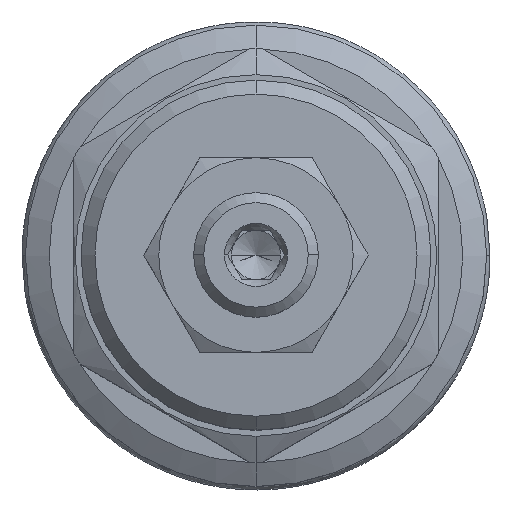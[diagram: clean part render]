
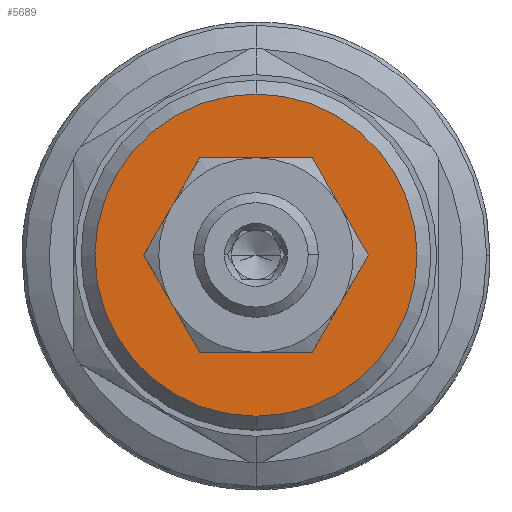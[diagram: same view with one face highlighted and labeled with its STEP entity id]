
A CAD part, top view. The second image highlights one B-rep face of the part: STEP entity #5689.
In plain terms, the highlighted planar face has unit normal (0, 0, 1).
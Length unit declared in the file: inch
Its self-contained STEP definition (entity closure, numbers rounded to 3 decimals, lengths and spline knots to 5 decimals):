
#662=CARTESIAN_POINT('',(0.,0.,5.624));
#663=DIRECTION('',(0.,0.,1.));
#664=DIRECTION('',(0.,-1.,0.));
#665=AXIS2_PLACEMENT_3D('',#662,#663,#664);
#680=CARTESIAN_POINT('',(0.,0.,5.624));
#681=DIRECTION('',(0.,0.,1.));
#682=DIRECTION('',(-0.878,0.479,0.));
#683=AXIS2_PLACEMENT_3D('',#680,#681,#682);
#685=DIRECTION('',(0.5,-0.866,0.));
#686=VECTOR('',#685,0.02052);
#687=CARTESIAN_POINT('',(-0.38088,-0.20805,5.624));
#688=LINE('',#687,#686);
#689=CARTESIAN_POINT('',(0.,0.,5.624));
#690=DIRECTION('',(0.,0.,1.));
#691=DIRECTION('',(-0.854,-0.52,0.));
#692=AXIS2_PLACEMENT_3D('',#689,#690,#691);
#694=DIRECTION('',(1.,0.,0.));
#695=VECTOR('',#694,0.02052);
#696=CARTESIAN_POINT('',(-0.01026,-0.43388,5.624));
#697=LINE('',#696,#695);
#698=CARTESIAN_POINT('',(0.,0.,5.624));
#699=DIRECTION('',(0.,0.,1.));
#700=DIRECTION('',(0.024,-1.,0.));
#701=AXIS2_PLACEMENT_3D('',#698,#699,#700);
#703=DIRECTION('',(0.5,0.866,0.));
#704=VECTOR('',#703,0.02052);
#705=CARTESIAN_POINT('',(0.37062,-0.22582,5.624));
#706=LINE('',#705,#704);
#707=CARTESIAN_POINT('',(0.,0.,5.624));
#708=DIRECTION('',(0.,0.,1.));
#709=DIRECTION('',(0.878,-0.479,0.));
#710=AXIS2_PLACEMENT_3D('',#707,#708,#709);
#712=DIRECTION('',(-0.5,0.866,0.));
#713=VECTOR('',#712,0.02052);
#714=CARTESIAN_POINT('',(0.38088,0.20805,5.624));
#715=LINE('',#714,#713);
#716=CARTESIAN_POINT('',(0.,0.,5.624));
#717=DIRECTION('',(0.,0.,1.));
#718=DIRECTION('',(0.854,0.52,0.));
#719=AXIS2_PLACEMENT_3D('',#716,#717,#718);
#721=DIRECTION('',(-1.,0.,0.));
#722=VECTOR('',#721,0.02052);
#723=CARTESIAN_POINT('',(0.01026,0.43388,5.624));
#724=LINE('',#723,#722);
#725=CARTESIAN_POINT('',(0.,0.,5.624));
#726=DIRECTION('',(0.,0.,1.));
#727=DIRECTION('',(-0.024,1.,0.));
#728=AXIS2_PLACEMENT_3D('',#725,#726,#727);
#730=DIRECTION('',(-0.5,-0.866,0.));
#731=VECTOR('',#730,0.02052);
#732=CARTESIAN_POINT('',(-0.37062,0.22582,5.624));
#733=LINE('',#732,#731);
#734=CARTESIAN_POINT('',(0.,0.,5.624));
#735=DIRECTION('',(0.,0.,1.));
#736=DIRECTION('',(0.,1.,0.));
#737=AXIS2_PLACEMENT_3D('',#734,#735,#736);
#4243=CARTESIAN_POINT('',(0.,0.719,5.624));
#4244=CARTESIAN_POINT('',(0.,-0.719,5.624));
#4245=VERTEX_POINT('',#4243);
#4246=VERTEX_POINT('',#4244);
#4400=CARTESIAN_POINT('',(-0.38088,0.20805,5.624));
#4401=CARTESIAN_POINT('',(-0.38088,-0.20805,5.624));
#4402=VERTEX_POINT('',#4400);
#4403=VERTEX_POINT('',#4401);
#4404=CARTESIAN_POINT('',(-0.37062,-0.22582,5.624));
#4405=CARTESIAN_POINT('',(-0.01026,-0.43388,5.624));
#4406=VERTEX_POINT('',#4404);
#4407=VERTEX_POINT('',#4405);
#4408=CARTESIAN_POINT('',(0.01026,-0.43388,5.624));
#4409=CARTESIAN_POINT('',(0.37062,-0.22582,5.624));
#4410=VERTEX_POINT('',#4408);
#4411=VERTEX_POINT('',#4409);
#4412=CARTESIAN_POINT('',(0.38088,-0.20805,5.624));
#4413=CARTESIAN_POINT('',(0.38088,0.20805,5.624));
#4414=VERTEX_POINT('',#4412);
#4415=VERTEX_POINT('',#4413);
#4416=CARTESIAN_POINT('',(0.37062,0.22582,5.624));
#4417=CARTESIAN_POINT('',(0.01026,0.43388,5.624));
#4418=VERTEX_POINT('',#4416);
#4419=VERTEX_POINT('',#4417);
#4420=CARTESIAN_POINT('',(-0.01026,0.43388,5.624));
#4421=CARTESIAN_POINT('',(-0.37062,0.22582,5.624));
#4422=VERTEX_POINT('',#4420);
#4423=VERTEX_POINT('',#4421);
#5653=CARTESIAN_POINT('',(0.,0.,5.624));
#5654=DIRECTION('',(0.,0.,1.));
#5655=DIRECTION('',(0.,1.,0.));
#5656=AXIS2_PLACEMENT_3D('',#5653,#5654,#5655);
#5657=PLANE('',#5656);
#5658=ORIENTED_EDGE('',*,*,#5636,.F.);
#5660=ORIENTED_EDGE('',*,*,#5659,.F.);
#5661=EDGE_LOOP('',(#5658,#5660));
#5662=FACE_OUTER_BOUND('',#5661,.F.);
#5664=ORIENTED_EDGE('',*,*,#5663,.T.);
#5666=ORIENTED_EDGE('',*,*,#5665,.T.);
#5668=ORIENTED_EDGE('',*,*,#5667,.T.);
#5670=ORIENTED_EDGE('',*,*,#5669,.T.);
#5672=ORIENTED_EDGE('',*,*,#5671,.T.);
#5674=ORIENTED_EDGE('',*,*,#5673,.T.);
#5676=ORIENTED_EDGE('',*,*,#5675,.T.);
#5678=ORIENTED_EDGE('',*,*,#5677,.T.);
#5680=ORIENTED_EDGE('',*,*,#5679,.T.);
#5682=ORIENTED_EDGE('',*,*,#5681,.T.);
#5684=ORIENTED_EDGE('',*,*,#5683,.T.);
#5686=ORIENTED_EDGE('',*,*,#5685,.T.);
#5687=EDGE_LOOP('',(#5664,#5666,#5668,#5670,#5672,#5674,#5676,#5678,#5680,#5682,
#5684,#5686));
#5688=FACE_BOUND('',#5687,.F.);
#666=CIRCLE('',#665,0.719);
#684=CIRCLE('',#683,0.434);
#693=CIRCLE('',#692,0.434);
#702=CIRCLE('',#701,0.434);
#711=CIRCLE('',#710,0.434);
#720=CIRCLE('',#719,0.434);
#729=CIRCLE('',#728,0.434);
#738=CIRCLE('',#737,0.719);
#5636=EDGE_CURVE('',#4246,#4245,#666,.T.);
#5659=EDGE_CURVE('',#4245,#4246,#738,.T.);
#5663=EDGE_CURVE('',#4402,#4403,#684,.T.);
#5665=EDGE_CURVE('',#4403,#4406,#688,.T.);
#5667=EDGE_CURVE('',#4406,#4407,#693,.T.);
#5669=EDGE_CURVE('',#4407,#4410,#697,.T.);
#5671=EDGE_CURVE('',#4410,#4411,#702,.T.);
#5673=EDGE_CURVE('',#4411,#4414,#706,.T.);
#5675=EDGE_CURVE('',#4414,#4415,#711,.T.);
#5677=EDGE_CURVE('',#4415,#4418,#715,.T.);
#5679=EDGE_CURVE('',#4418,#4419,#720,.T.);
#5681=EDGE_CURVE('',#4419,#4422,#724,.T.);
#5683=EDGE_CURVE('',#4422,#4423,#729,.T.);
#5685=EDGE_CURVE('',#4423,#4402,#733,.T.);
#5689=ADVANCED_FACE('',(#5662,#5688),#5657,.T.);
